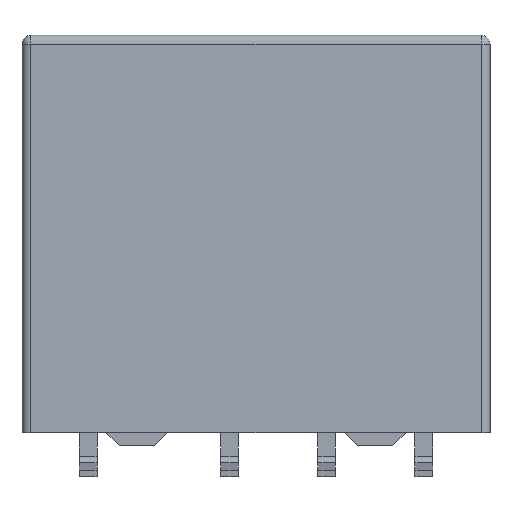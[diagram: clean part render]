
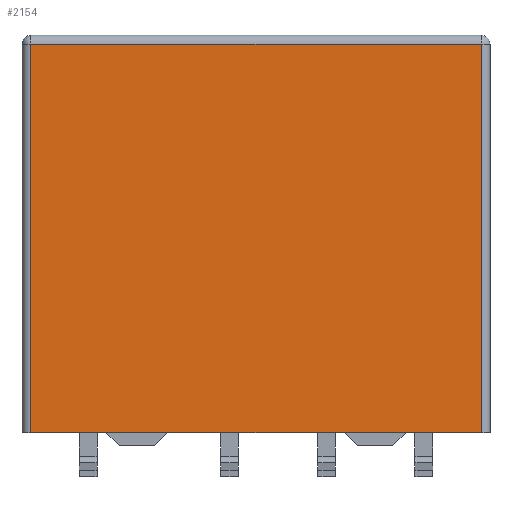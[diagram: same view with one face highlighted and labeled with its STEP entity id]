
A CAD part, front view. The second image highlights one B-rep face of the part: STEP entity #2154.
In plain terms, the highlighted planar face has unit normal (0, -1, 0).
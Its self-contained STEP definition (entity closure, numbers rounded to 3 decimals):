
#235=FACE_OUTER_BOUND('',#368,.T.);
#368=EDGE_LOOP('',(#1839,#1840,#1841,#1842));
#578=LINE('',#3453,#817);
#582=LINE('',#3475,#821);
#587=LINE('',#3494,#826);
#592=LINE('',#3502,#831);
#817=VECTOR('',#2821,8.8);
#821=VECTOR('',#2849,10.2);
#826=VECTOR('',#2872,8.8);
#831=VECTOR('',#2883,10.2);
#1021=VERTEX_POINT('',#3443);
#1023=VERTEX_POINT('',#3449);
#1029=VERTEX_POINT('',#3469);
#1035=VERTEX_POINT('',#3492);
#1287=EDGE_CURVE('',#1021,#1023,#578,.T.);
#1298=EDGE_CURVE('',#1029,#1021,#582,.T.);
#1307=EDGE_CURVE('',#1035,#1029,#587,.T.);
#1312=EDGE_CURVE('',#1023,#1035,#592,.T.);
#1839=ORIENTED_EDGE('',*,*,#1307,.F.);
#1840=ORIENTED_EDGE('',*,*,#1312,.F.);
#1841=ORIENTED_EDGE('',*,*,#1287,.F.);
#1842=ORIENTED_EDGE('',*,*,#1298,.F.);
#2023=PLANE('',#2353);
#2154=ADVANCED_FACE('',(#235),#2023,.T.);
#2353=AXIS2_PLACEMENT_3D('',#3503,#2884,#2885);
#2821=DIRECTION('',(0.,0.,-1.));
#2849=DIRECTION('',(1.,0.,0.));
#2872=DIRECTION('',(0.,0.,1.));
#2883=DIRECTION('',(-1.,0.,0.));
#2884=DIRECTION('center_axis',(0.,-1.,0.));
#2885=DIRECTION('ref_axis',(0.,0.,1.));
#3443=CARTESIAN_POINT('',(5.1,-2.85,9.8));
#3449=CARTESIAN_POINT('',(5.1,-2.85,1.));
#3453=CARTESIAN_POINT('',(5.1,-2.85,3.112));
#3469=CARTESIAN_POINT('',(-5.1,-2.85,9.8));
#3475=CARTESIAN_POINT('',(5.3,-2.85,9.8));
#3492=CARTESIAN_POINT('',(-5.1,-2.85,1.));
#3494=CARTESIAN_POINT('',(-5.1,-2.85,3.112));
#3502=CARTESIAN_POINT('',(5.3,-2.85,1.));
#3503=CARTESIAN_POINT('Origin',(5.3,-2.85,1.));
